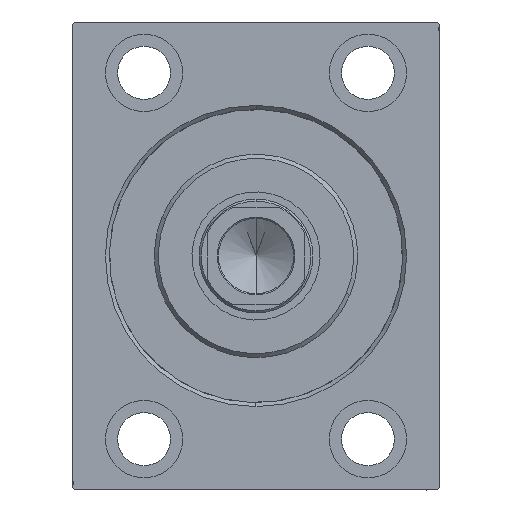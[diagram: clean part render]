
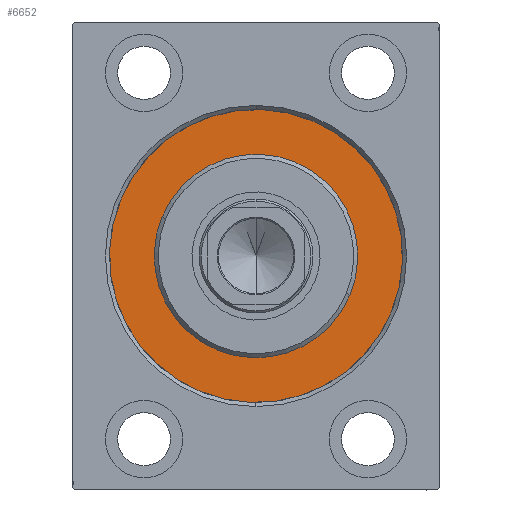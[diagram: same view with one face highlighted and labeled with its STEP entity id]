
A CAD part, left-side view. The second image highlights one B-rep face of the part: STEP entity #6652.
In plain terms, the highlighted face is planar.
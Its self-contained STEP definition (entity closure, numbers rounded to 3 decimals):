
#2466 = CARTESIAN_POINT ( 'NONE',  ( 0., 0., 0. ) ) ;
#3901 = CIRCLE ( 'NONE', #40521, 36. ) ;
#4114 = VERTEX_POINT ( 'NONE', #30354 ) ;
#4119 = AXIS2_PLACEMENT_3D ( 'NONE', #37883, #11798, #25508 ) ;
#5638 = FACE_OUTER_BOUND ( 'NONE', #36395, .T. ) ;
#6652 = ADVANCED_FACE ( 'NONE', ( #43623, #5638 ), #23158, .F. ) ;
#7006 = EDGE_LOOP ( 'NONE', ( #13191, #25708 ) ) ;
#8986 = AXIS2_PLACEMENT_3D ( 'NONE', #2466, #30122, #9672 ) ;
#9291 = AXIS2_PLACEMENT_3D ( 'NONE', #40412, #37481, #9629 ) ;
#9629 = DIRECTION ( 'NONE',  ( 0., 0., -1. ) ) ;
#9672 = DIRECTION ( 'NONE',  ( 0., 0., -1. ) ) ;
#11209 = EDGE_CURVE ( 'NONE', #16248, #43405, #19916, .T. ) ;
#11798 = DIRECTION ( 'NONE',  ( -1., 0., 0. ) ) ;
#12866 = ORIENTED_EDGE ( 'NONE', *, *, #11209, .F. ) ;
#13191 = ORIENTED_EDGE ( 'NONE', *, *, #38313, .F. ) ;
#14297 = EDGE_CURVE ( 'NONE', #38680, #4114, #43016, .T. ) ;
#15302 = DIRECTION ( 'NONE',  ( -1., 0., 0. ) ) ;
#16248 = VERTEX_POINT ( 'NONE', #39500 ) ;
#18235 = CARTESIAN_POINT ( 'NONE',  ( 0., 0., 36. ) ) ;
#19351 = DIRECTION ( 'NONE',  ( -1., 0., 0. ) ) ;
#19730 = CARTESIAN_POINT ( 'NONE',  ( 0., 0., -25. ) ) ;
#19916 = CIRCLE ( 'NONE', #4119, 36. ) ;
#23158 = PLANE ( 'NONE',  #37721 ) ;
#25508 = DIRECTION ( 'NONE',  ( 0., 0., 1. ) ) ;
#25708 = ORIENTED_EDGE ( 'NONE', *, *, #14297, .F. ) ;
#29014 = DIRECTION ( 'NONE',  ( 0., 0., 1. ) ) ;
#30122 = DIRECTION ( 'NONE',  ( 1., 0., 0. ) ) ;
#30345 = ORIENTED_EDGE ( 'NONE', *, *, #33696, .F. ) ;
#30354 = CARTESIAN_POINT ( 'NONE',  ( 0., 0., 25. ) ) ;
#31945 = CARTESIAN_POINT ( 'NONE',  ( 0., 0., 0. ) ) ;
#33064 = DIRECTION ( 'NONE',  ( 0., 0., 1. ) ) ;
#33696 = EDGE_CURVE ( 'NONE', #43405, #16248, #3901, .T. ) ;
#36395 = EDGE_LOOP ( 'NONE', ( #12866, #30345 ) ) ;
#36954 = CIRCLE ( 'NONE', #8986, 25. ) ;
#37481 = DIRECTION ( 'NONE',  ( 1., 0., 0. ) ) ;
#37721 = AXIS2_PLACEMENT_3D ( 'NONE', #43183, #19351, #33064 ) ;
#37883 = CARTESIAN_POINT ( 'NONE',  ( 0., 0., 0. ) ) ;
#38313 = EDGE_CURVE ( 'NONE', #4114, #38680, #36954, .T. ) ;
#38680 = VERTEX_POINT ( 'NONE', #19730 ) ;
#39500 = CARTESIAN_POINT ( 'NONE',  ( 0., 0., -36. ) ) ;
#40412 = CARTESIAN_POINT ( 'NONE',  ( 0., 0., 0. ) ) ;
#40521 = AXIS2_PLACEMENT_3D ( 'NONE', #31945, #15302, #29014 ) ;
#43016 = CIRCLE ( 'NONE', #9291, 25. ) ;
#43183 = CARTESIAN_POINT ( 'NONE',  ( 0., 0., 0. ) ) ;
#43405 = VERTEX_POINT ( 'NONE', #18235 ) ;
#43623 = FACE_BOUND ( 'NONE', #7006, .T. ) ;
